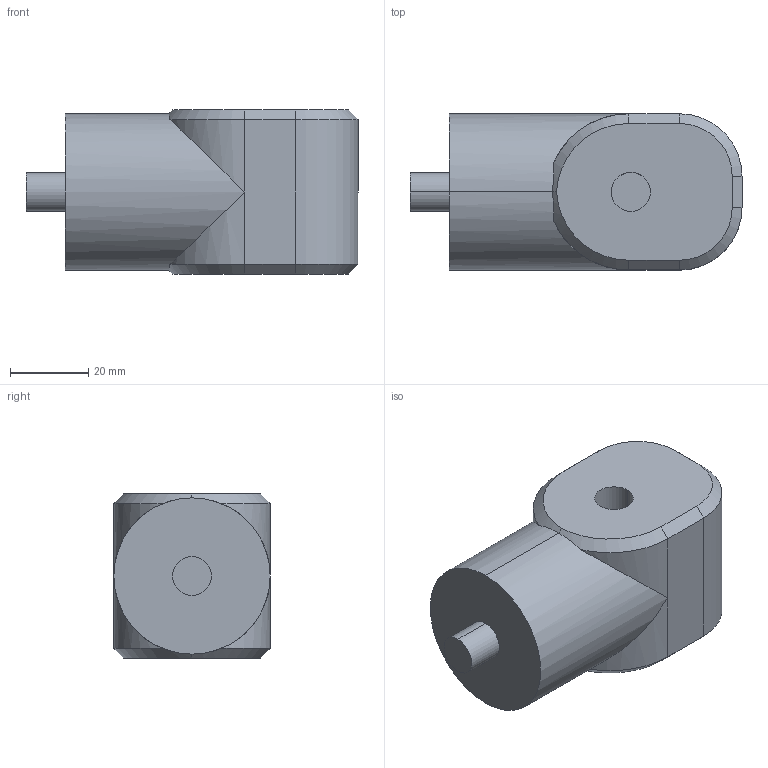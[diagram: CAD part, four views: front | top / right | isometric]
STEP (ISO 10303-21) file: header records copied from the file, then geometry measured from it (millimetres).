
FILE_DESCRIPTION (( 'STEP AP203' ), '1' );
FILE_NAME ('PLink5_Default_sldprt.STEP', '2023-10-19T05:34:52', ( '' ), ( '' ), 'SwSTEP 2.0', 'SolidWorks 2023', '' );
FILE_SCHEMA (( 'CONFIG_CONTROL_DESIGN' ));
Length unit declared in the file: millimetre
Products named in the file (1): PLink5_Default_sldprt
Bounding box: 85 x 40 x 42 mm (x, y, z)
Volume: 106248 mm3; surface area: 13582.4 mm2
Topology: 1 solids, 1 shells, 34 faces, 74 edges, 44 vertices
Faces by surface type: plane 14, cylinder 12, cone 8
Entity records: 1113 total; most frequent: CARTESIAN_POINT 293, DIRECTION 160, ORIENTED_EDGE 148, EDGE_CURVE 74, AXIS2_PLACEMENT_3D 61, VERTEX_POINT 44, LINE 38, VECTOR 38
